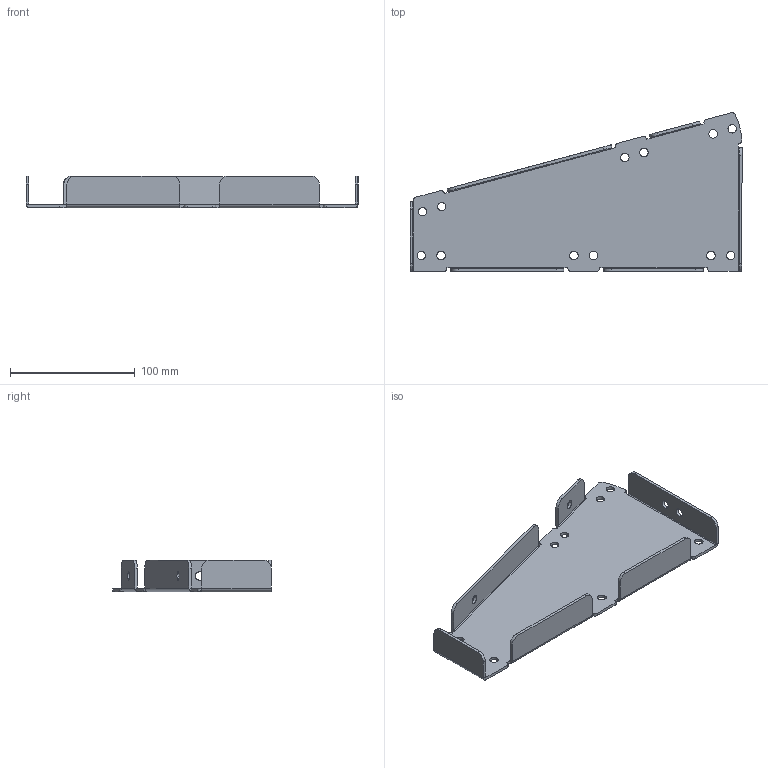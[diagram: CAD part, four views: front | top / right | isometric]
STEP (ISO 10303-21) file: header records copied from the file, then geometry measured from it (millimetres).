
FILE_DESCRIPTION (( 'STEP AP214' ), '1' );
FILE_NAME ('am-5762 GE-26100 Bracket, AM Version.STEP', '2025-12-03T14:14:00', ( '' ), ( '' ), 'SwSTEP 2.0', 'SolidWorks 2024', '' );
FILE_SCHEMA (( 'AUTOMOTIVE_DESIGN' ));
Length unit declared in the file: inch
Products named in the file (1): am-5762 GE-26100 Bracket, AM Version
Bounding box: 266.45 x 127.5 x 25.4 mm (x, y, z)
Volume: 81035.3 mm3; surface area: 73963.7 mm2
Topology: 1 solids, 1 shells, 127 faces, 351 edges, 226 vertices
Faces by surface type: cylinder 70, plane 57
Entity records: 4164 total; most frequent: DIRECTION 747, CARTESIAN_POINT 705, ORIENTED_EDGE 702, EDGE_CURVE 351, AXIS2_PLACEMENT_3D 268, VERTEX_POINT 226, LINE 211, VECTOR 211
